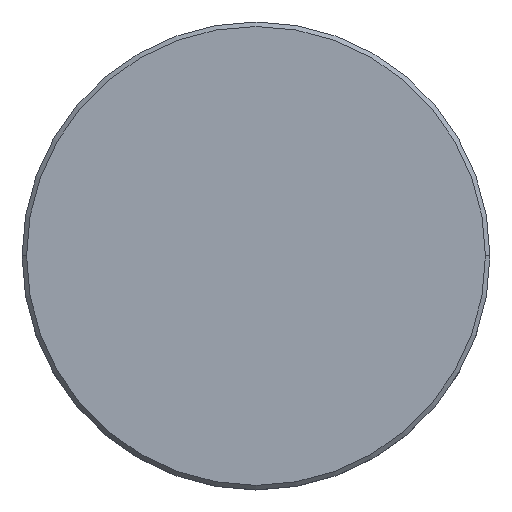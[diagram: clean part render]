
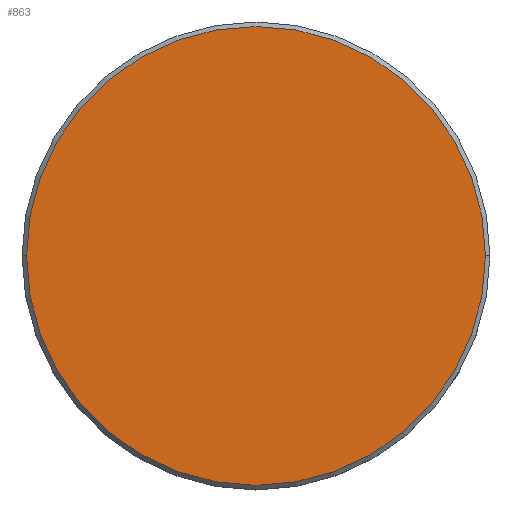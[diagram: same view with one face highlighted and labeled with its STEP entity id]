
A CAD part, top view. The second image highlights one B-rep face of the part: STEP entity #863.
In plain terms, the highlighted planar face has unit normal (0, 0, 1).
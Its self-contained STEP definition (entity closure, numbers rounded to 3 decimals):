
#51 = AXIS2_PLACEMENT_3D ( 'NONE', #887, #718, #898 ) ;
#82 = AXIS2_PLACEMENT_3D ( 'NONE', #277, #767, #1033 ) ;
#230 = CIRCLE ( 'NONE', #82, 25.5 ) ;
#233 = CIRCLE ( 'NONE', #1172, 25.5 ) ;
#277 = CARTESIAN_POINT ( 'NONE',  ( 0., 0., 0. ) ) ;
#295 = VERTEX_POINT ( 'NONE', #890 ) ;
#378 = CARTESIAN_POINT ( 'NONE',  ( -25.5, 0., 0. ) ) ;
#538 = PLANE ( 'NONE',  #51 ) ;
#629 = FACE_OUTER_BOUND ( 'NONE', #1034, .T. ) ;
#634 = CARTESIAN_POINT ( 'NONE',  ( 0., 0., 0. ) ) ;
#637 = EDGE_CURVE ( 'NONE', #295, #1074, #230, .T. ) ;
#718 = DIRECTION ( 'NONE',  ( 0., 0., 1. ) ) ;
#767 = DIRECTION ( 'NONE',  ( 0., 0., 1. ) ) ;
#806 = DIRECTION ( 'NONE',  ( 0., 0., 1. ) ) ;
#863 = ADVANCED_FACE ( 'NONE', ( #629 ), #538, .T. ) ;
#868 = ORIENTED_EDGE ( 'NONE', *, *, #637, .T. ) ;
#887 = CARTESIAN_POINT ( 'NONE',  ( 0., 0., 0. ) ) ;
#890 = CARTESIAN_POINT ( 'NONE',  ( 25.5, 0., 0. ) ) ;
#898 = DIRECTION ( 'NONE',  ( 1., 0., 0. ) ) ;
#934 = EDGE_CURVE ( 'NONE', #1074, #295, #233, .T. ) ;
#1033 = DIRECTION ( 'NONE',  ( 1., 0., 0. ) ) ;
#1034 = EDGE_LOOP ( 'NONE', ( #1149, #868 ) ) ;
#1074 = VERTEX_POINT ( 'NONE', #378 ) ;
#1149 = ORIENTED_EDGE ( 'NONE', *, *, #934, .T. ) ;
#1159 = DIRECTION ( 'NONE',  ( 1., 0., 0. ) ) ;
#1172 = AXIS2_PLACEMENT_3D ( 'NONE', #634, #806, #1159 ) ;
